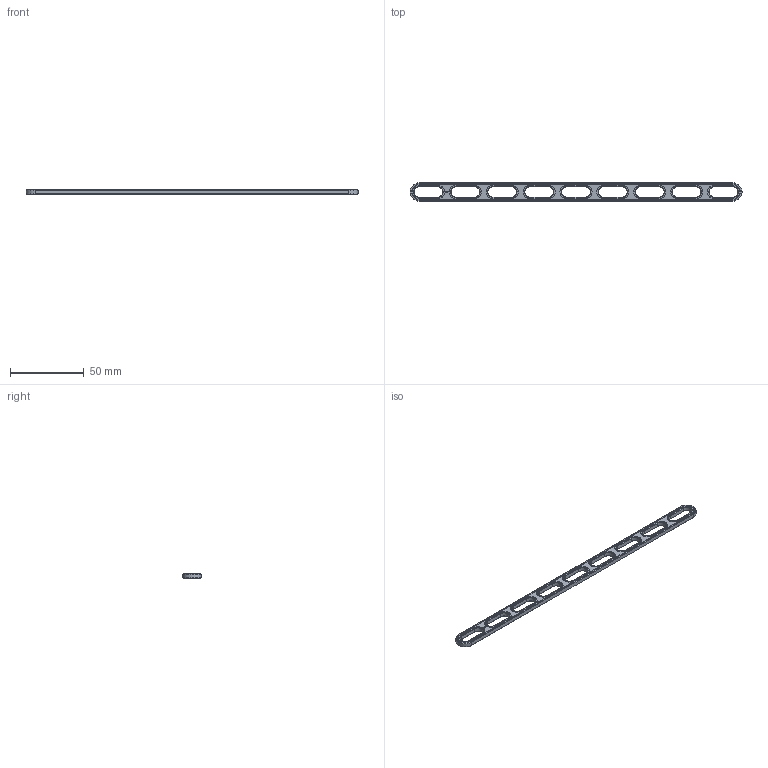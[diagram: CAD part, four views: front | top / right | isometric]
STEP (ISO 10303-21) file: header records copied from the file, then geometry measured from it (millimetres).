
FILE_DESCRIPTION(('FreeCAD Model'),'2;1');
FILE_NAME('Open CASCADE Shape Model','2021-03-28T15:27:31',('Author'),( ''),'Open CASCADE STEP processor 7.4','FreeCAD','Unknown');
FILE_SCHEMA(('AUTOMOTIVE_DESIGN { 1 0 10303 214 1 1 1 1 }'));
Length unit declared in the file: millimetre
Products named in the file (1): Brace_STR_SLT_SQT_ERR_BU18x01x00.25x02_-_SPN-BRC-0437_(stemfie.org)
Bounding box: 225 x 12.5 x 3.12 mm (x, y, z)
Volume: 4932.9 mm3; surface area: 5942.2 mm2
Topology: 1 solids, 1 shells, 725 faces, 1924 edges, 1236 vertices
Faces by surface type: plane 471, extrusion 174, cone 40, cylinder 40
Entity records: 48441 total; most frequent: CARTESIAN_POINT 10967, DIRECTION 6278, VECTOR 4790, LINE 4616, ORIENTED_EDGE 3848, PCURVE 3848, DEFINITIONAL_REPRESENTATION 3848, EDGE_CURVE 1924
